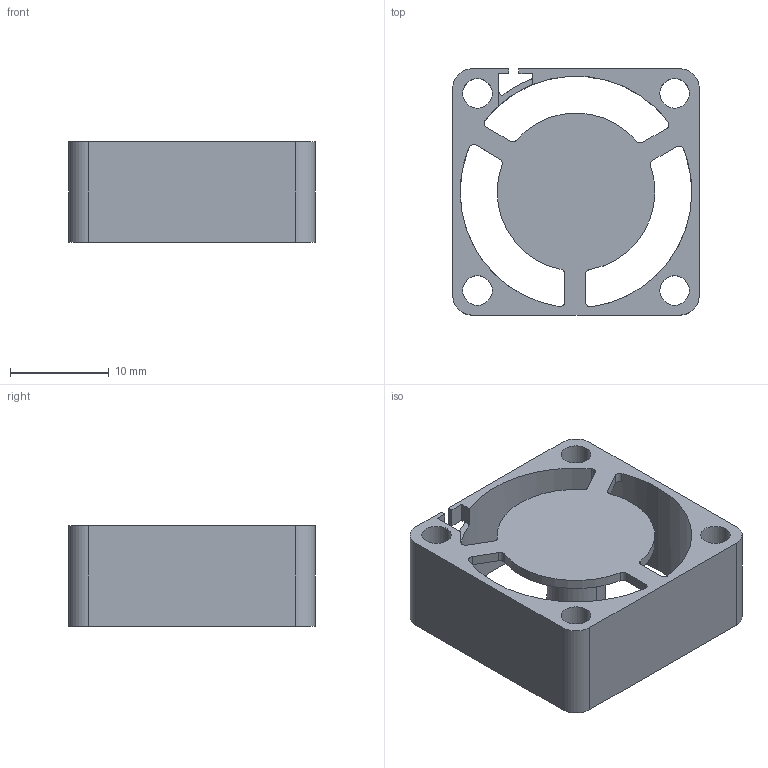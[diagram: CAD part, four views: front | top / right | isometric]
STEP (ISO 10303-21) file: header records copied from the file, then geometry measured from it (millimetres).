
FILE_DESCRIPTION (( 'STEP AP203' ), '1' );
FILE_NAME ('OD2510 m0 Frame Only.stp', '2021-08-13T16:24:45', ( '' ), ( '' ), 'SwSTEP 2.0', 'SolidWorks 2018', '' );
FILE_SCHEMA (( 'CONFIG_CONTROL_DESIGN' ));
Length unit declared in the file: millimetre
Products named in the file (1): OD2510 m0 Frame Only
Bounding box: 25 x 25 x 10.2 mm (x, y, z)
Volume: 1833.7 mm3; surface area: 3200.1 mm2
Topology: 1 solids, 1 shells, 80 faces, 221 edges, 144 vertices
Faces by surface type: cylinder 43, plane 29, cone 6, torus 2
Entity records: 2760 total; most frequent: CARTESIAN_POINT 531, DIRECTION 476, ORIENTED_EDGE 442, EDGE_CURVE 221, AXIS2_PLACEMENT_3D 182, VERTEX_POINT 144, LINE 112, VECTOR 112
